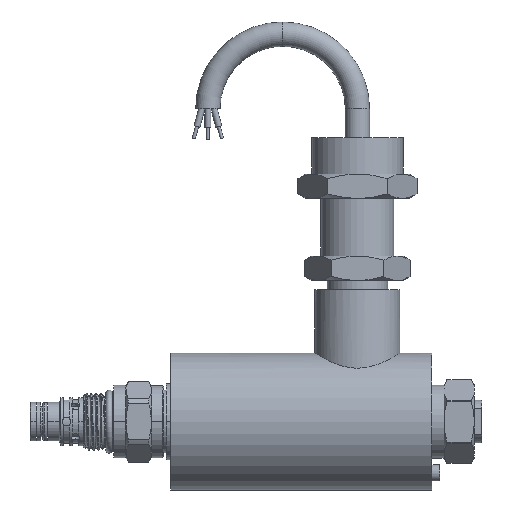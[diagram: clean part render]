
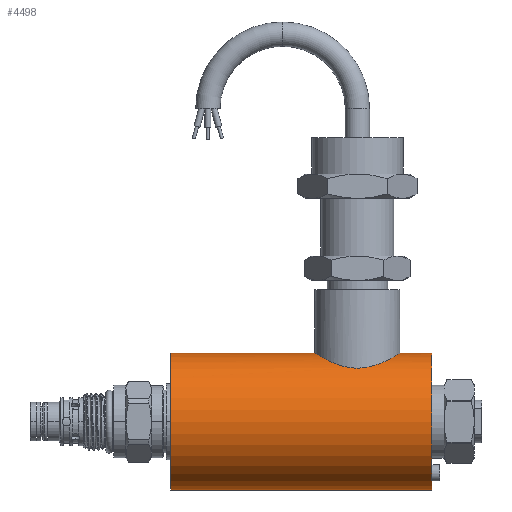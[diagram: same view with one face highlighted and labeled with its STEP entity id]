
A CAD part, front view. The second image highlights one B-rep face of the part: STEP entity #4498.
In plain terms, the highlighted cylindrical face has radius 22.5 mm (diameter 45 mm), a partial arc.
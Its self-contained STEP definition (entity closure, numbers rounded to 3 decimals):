
#171 = CARTESIAN_POINT ( 'NONE',  ( 15.5, 0., -22.5 ) ) ;
#254 = EDGE_CURVE ( 'NONE', #4777, #6188, #10327, .T. ) ;
#301 = CARTESIAN_POINT ( 'NONE',  ( 86.564, -10.233, 20.041 ) ) ;
#417 = ORIENTED_EDGE ( 'NONE', *, *, #8659, .T. ) ;
#452 = DIRECTION ( 'NONE',  ( 1., 0., 0. ) ) ;
#534 = CARTESIAN_POINT ( 'NONE',  ( 71.147, -12.726, 18.556 ) ) ;
#546 = CARTESIAN_POINT ( 'NONE',  ( 90.625, -3.254, 22.268 ) ) ;
#573 = CARTESIAN_POINT ( 'NONE',  ( 64.287, -5.881, 21.722 ) ) ;
#579 = DIRECTION ( 'NONE',  ( 1., 0., 0. ) ) ;
#629 = CARTESIAN_POINT ( 'NONE',  ( 77.947, -13.976, 17.633 ) ) ;
#646 = VECTOR ( 'NONE', #6972, 1000. ) ;
#835 = ORIENTED_EDGE ( 'NONE', *, *, #4992, .F. ) ;
#1112 = CARTESIAN_POINT ( 'NONE',  ( 89.516, -6.289, 21.607 ) ) ;
#1364 = CARTESIAN_POINT ( 'NONE',  ( 15.5, 0., 22.5 ) ) ;
#1366 = CARTESIAN_POINT ( 'NONE',  ( 63.121, -1.898, 22.425 ) ) ;
#1378 = CARTESIAN_POINT ( 'NONE',  ( 67.768, -10.534, 19.884 ) ) ;
#1411 = CARTESIAN_POINT ( 'NONE',  ( 68.458, -11.101, 19.573 ) ) ;
#1484 = CARTESIAN_POINT ( 'NONE',  ( 101.5, 0., 22.5 ) ) ;
#1905 = CARTESIAN_POINT ( 'NONE',  ( 91., 0., 22.5 ) ) ;
#1925 = CARTESIAN_POINT ( 'NONE',  ( 89.715, -5.877, 21.723 ) ) ;
#2073 = LINE ( 'NONE', #8557, #646 ) ;
#2187 = CARTESIAN_POINT ( 'NONE',  ( 63.476, -3.739, 22.206 ) ) ;
#2202 = CARTESIAN_POINT ( 'NONE',  ( 73.288, -13.532, 17.978 ) ) ;
#2514 = ORIENTED_EDGE ( 'NONE', *, *, #8581, .F. ) ;
#2541 = CARTESIAN_POINT ( 'NONE',  ( 15.5, 0., 0. ) ) ;
#2752 = CARTESIAN_POINT ( 'NONE',  ( 88.083, -8.602, 20.806 ) ) ;
#2925 = EDGE_CURVE ( 'NONE', #6072, #10336, #9142, .T. ) ;
#3023 = CARTESIAN_POINT ( 'NONE',  ( 72.41, -13.258, 18.184 ) ) ;
#3027 = VERTEX_POINT ( 'NONE', #9752 ) ;
#3030 = CARTESIAN_POINT ( 'NONE',  ( 90.507, -3.712, 22.196 ) ) ;
#3265 = CIRCLE ( 'NONE', #4312, 22.5 ) ;
#3521 = CARTESIAN_POINT ( 'NONE',  ( 91., 0., 22.5 ) ) ;
#3540 = CARTESIAN_POINT ( 'NONE',  ( 81.593, -13.233, 18.198 ) ) ;
#3544 = AXIS2_PLACEMENT_3D ( 'NONE', #3700, #8527, #9477 ) ;
#3568 = CARTESIAN_POINT ( 'NONE',  ( 86.231, -10.535, 19.884 ) ) ;
#3612 = AXIS2_PLACEMENT_3D ( 'NONE', #2541, #8258, #9036 ) ;
#3700 = CARTESIAN_POINT ( 'NONE',  ( 15.5, 0., 0. ) ) ;
#3743 = EDGE_CURVE ( 'NONE', #4777, #8028, #4691, .T. ) ;
#3825 = CARTESIAN_POINT ( 'NONE',  ( 67.434, -10.232, 20.042 ) ) ;
#4312 = AXIS2_PLACEMENT_3D ( 'NONE', #10289, #452, #6939 ) ;
#4362 = CARTESIAN_POINT ( 'NONE',  ( 85.185, -11.367, 19.42 ) ) ;
#4400 = CARTESIAN_POINT ( 'NONE',  ( 84.079, -12.111, 18.971 ) ) ;
#4498 = ADVANCED_FACE ( 'NONE', ( #9157 ), #4817, .T. ) ;
#4624 = CARTESIAN_POINT ( 'NONE',  ( 63.751, -4.617, 22.038 ) ) ;
#4642 = CARTESIAN_POINT ( 'NONE',  ( 77.476, -14., 17.614 ) ) ;
#4645 = CARTESIAN_POINT ( 'NONE',  ( 15.5, 0., 22.5 ) ) ;
#4667 = CARTESIAN_POINT ( 'NONE',  ( 75.136, -13.883, 17.706 ) ) ;
#4691 = CIRCLE ( 'NONE', #3544, 22.5 ) ;
#4777 = VERTEX_POINT ( 'NONE', #171 ) ;
#4817 = CYLINDRICAL_SURFACE ( 'NONE', #3612, 22.5 ) ;
#4992 = EDGE_CURVE ( 'NONE', #10336, #6188, #3265, .T. ) ;
#5198 = CARTESIAN_POINT ( 'NONE',  ( 89.08, -7.091, 21.358 ) ) ;
#5220 = ORIENTED_EDGE ( 'NONE', *, *, #2925, .F. ) ;
#5231 = CARTESIAN_POINT ( 'NONE',  ( 83.293, -12.54, 18.687 ) ) ;
#5252 = CARTESIAN_POINT ( 'NONE',  ( 76.537, -14., 17.614 ) ) ;
#5376 = CARTESIAN_POINT ( 'NONE',  ( 63., -0.475, 22.5 ) ) ;
#5468 = CARTESIAN_POINT ( 'NONE',  ( 69.557, -11.866, 19.119 ) ) ;
#5499 = CARTESIAN_POINT ( 'NONE',  ( 64.487, -6.295, 21.606 ) ) ;
#5544 = CARTESIAN_POINT ( 'NONE',  ( 79.357, -13.808, 17.765 ) ) ;
#5979 = CARTESIAN_POINT ( 'NONE',  ( 101.5, 0., -22.5 ) ) ;
#6024 = CARTESIAN_POINT ( 'NONE',  ( 82.026, -13.075, 18.313 ) ) ;
#6072 = VERTEX_POINT ( 'NONE', #1905 ) ;
#6172 = ORIENTED_EDGE ( 'NONE', *, *, #254, .T. ) ;
#6188 = VERTEX_POINT ( 'NONE', #5979 ) ;
#6286 = DIRECTION ( 'NONE',  ( 1., 0., 0. ) ) ;
#6302 = CARTESIAN_POINT ( 'NONE',  ( 69.94, -12.098, 18.972 ) ) ;
#6560 = CARTESIAN_POINT ( 'NONE',  ( 76.069, -13.977, 17.632 ) ) ;
#6680 = ORIENTED_EDGE ( 'NONE', *, *, #3743, .F. ) ;
#6802 = CARTESIAN_POINT ( 'NONE',  ( 91., -0.944, 22.5 ) ) ;
#6829 = CARTESIAN_POINT ( 'NONE',  ( 88.842, -7.482, 21.223 ) ) ;
#6939 = DIRECTION ( 'NONE',  ( 0., 0., 1. ) ) ;
#6972 = DIRECTION ( 'NONE',  ( 1., 0., 0. ) ) ;
#7098 = CARTESIAN_POINT ( 'NONE',  ( 65.918, -8.602, 20.806 ) ) ;
#7132 = CARTESIAN_POINT ( 'NONE',  ( 64.925, -7.1, 21.354 ) ) ;
#7138 = CARTESIAN_POINT ( 'NONE',  ( 90.231, -4.6, 22.029 ) ) ;
#7825 = CARTESIAN_POINT ( 'NONE',  ( 63., 0., 22.5 ) ) ;
#7908 = CARTESIAN_POINT ( 'NONE',  ( 74.669, -13.813, 17.762 ) ) ;
#8028 = VERTEX_POINT ( 'NONE', #1364 ) ;
#8107 = VECTOR ( 'NONE', #579, 1000. ) ;
#8258 = DIRECTION ( 'NONE',  ( 1., 0., 0. ) ) ;
#8456 = CARTESIAN_POINT ( 'NONE',  ( 87.514, -9.288, 20.506 ) ) ;
#8527 = DIRECTION ( 'NONE',  ( -1., 0., 0. ) ) ;
#8557 = CARTESIAN_POINT ( 'NONE',  ( 15.5, 0., 22.5 ) ) ;
#8581 = EDGE_CURVE ( 'NONE', #8028, #3027, #2073, .T. ) ;
#8659 = EDGE_CURVE ( 'NONE', #6072, #3027, #9750, .T. ) ;
#8728 = CARTESIAN_POINT ( 'NONE',  ( 68.816, -11.367, 19.419 ) ) ;
#8790 = CARTESIAN_POINT ( 'NONE',  ( 78.892, -13.88, 17.709 ) ) ;
#9036 = DIRECTION ( 'NONE',  ( 0., 0., 1. ) ) ;
#9124 = EDGE_LOOP ( 'NONE', ( #6680, #6172, #835, #5220, #417, #2514 ) ) ;
#9142 = LINE ( 'NONE', #4645, #9920 ) ;
#9157 = FACE_OUTER_BOUND ( 'NONE', #9124, .T. ) ;
#9257 = CARTESIAN_POINT ( 'NONE',  ( 80.715, -13.506, 17.996 ) ) ;
#9295 = CARTESIAN_POINT ( 'NONE',  ( 85.541, -11.101, 19.573 ) ) ;
#9454 = CARTESIAN_POINT ( 'NONE',  ( 63.194, -2.367, 22.38 ) ) ;
#9477 = DIRECTION ( 'NONE',  ( 0., 0., -1. ) ) ;
#9510 = CARTESIAN_POINT ( 'NONE',  ( 90.905, -1.876, 22.441 ) ) ;
#9577 = CARTESIAN_POINT ( 'NONE',  ( 70.734, -12.528, 18.691 ) ) ;
#9750 = B_SPLINE_CURVE_WITH_KNOTS ( 'NONE', 3,
 ( #3521, #6802, #9510, #546, #3030, #7138, #10146, #1925, #1112, #5198, #6829, #2752, #8456, #301, #3568, #9295, #4362, #4400, #5231, #6024, #3540, #9257, #10109, #5544, #8790, #629, #4642, #5252, #6560, #4667, #7908, #2202, #3023, #534, #9577, #6302, #5468, #8728, #1411, #1378, #3825, #10411, #7098, #10379, #7132, #5499, #573, #4624, #2187, #9454, #1366, #10337, #5376, #7825 ),
 .UNSPECIFIED., .F., .F.,
 ( 4, 2, 2, 2, 2, 2, 2, 2, 2, 2, 2, 2, 2, 2, 2, 2, 2, 2, 2, 2, 2, 2, 2, 2, 2, 2, 4 ),
 ( 0.045, 0.048, 0.049, 0.051, 0.052, 0.053, 0.056, 0.058, 0.059, 0.062, 0.063, 0.065, 0.066, 0.067, 0.069, 0.07, 0.073, 0.075, 0.076, 0.077, 0.079, 0.082, 0.083, 0.084, 0.087, 0.089, 0.09 ),
 .UNSPECIFIED. ) ;
#9752 = CARTESIAN_POINT ( 'NONE',  ( 63., 0., 22.5 ) ) ;
#9920 = VECTOR ( 'NONE', #6286, 1000. ) ;
#10109 = CARTESIAN_POINT ( 'NONE',  ( 80.268, -13.621, 17.909 ) ) ;
#10146 = CARTESIAN_POINT ( 'NONE',  ( 90.072, -5.033, 21.934 ) ) ;
#10289 = CARTESIAN_POINT ( 'NONE',  ( 101.5, 0., 0. ) ) ;
#10327 = LINE ( 'NONE', #10417, #8107 ) ;
#10336 = VERTEX_POINT ( 'NONE', #1484 ) ;
#10337 = CARTESIAN_POINT ( 'NONE',  ( 63.024, -0.952, 22.485 ) ) ;
#10379 = CARTESIAN_POINT ( 'NONE',  ( 65.161, -7.487, 21.222 ) ) ;
#10411 = CARTESIAN_POINT ( 'NONE',  ( 66.485, -9.286, 20.506 ) ) ;
#10417 = CARTESIAN_POINT ( 'NONE',  ( 15.5, 0., -22.5 ) ) ;
